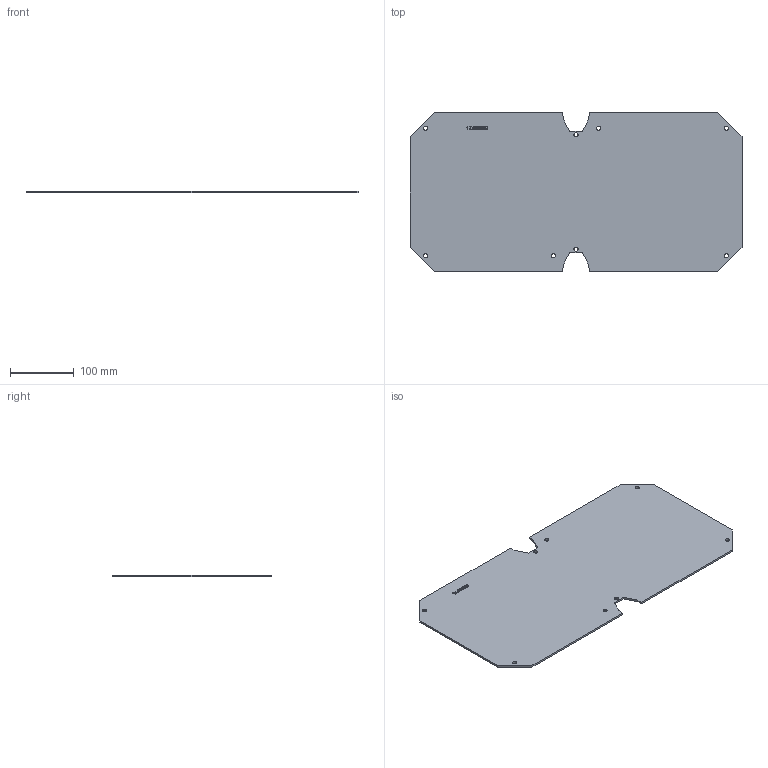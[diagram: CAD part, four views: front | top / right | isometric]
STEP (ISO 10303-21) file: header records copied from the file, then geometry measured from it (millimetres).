
FILE_DESCRIPTION (( 'STEP AP214' ), '1' );
FILE_NAME ('17056000.STEP', '2016-03-30T07:13:56', ( 'Macha' ), ( 'Hewlett-Packard Company' ), 'SwSTEP 2.0', 'SolidWorks 2015', '' );
FILE_SCHEMA (( 'AUTOMOTIVE_DESIGN' ));
Length unit declared in the file: millimetre
Products named in the file (2): 89255; 17056000
Assembly tree (1 placements, depth 2):
  17056000
    89255
Bounding box: 520 x 249 x 3 mm (x, y, z)
Volume: 372993.1 mm3; surface area: 253816.3 mm2
Topology: 1 solids, 1 shells, 143 faces, 381 edges, 254 vertices
Faces by surface type: bspline 69, plane 58, cylinder 16
Entity records: 8399 total; most frequent: CARTESIAN_POINT 5179, ORIENTED_EDGE 762, DIRECTION 431, EDGE_CURVE 381, VERTEX_POINT 254, VECTOR 211, LINE 211, EDGE_LOOP 173
